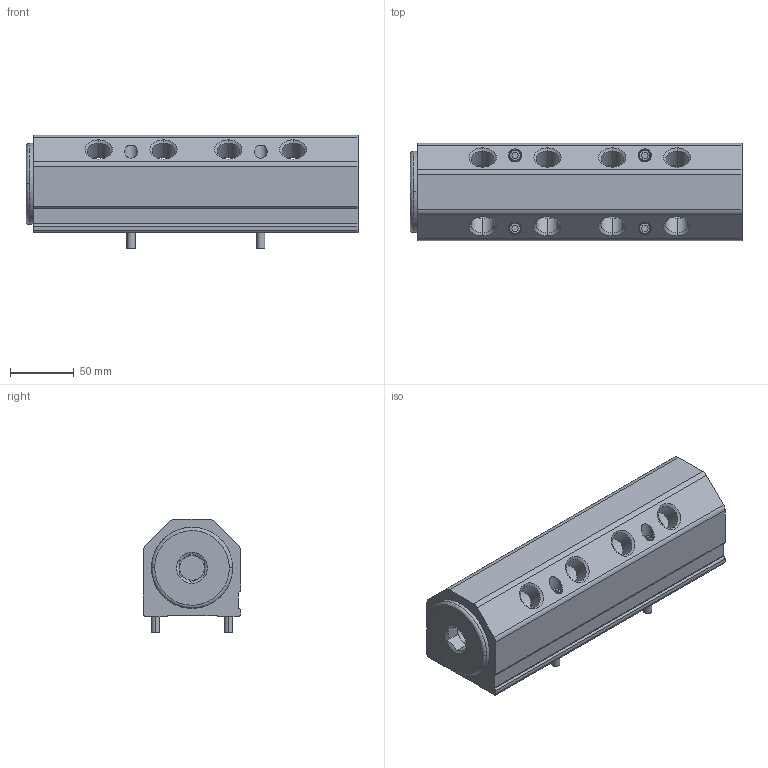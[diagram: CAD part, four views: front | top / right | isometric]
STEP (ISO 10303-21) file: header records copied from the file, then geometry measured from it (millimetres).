
FILE_DESCRIPTION (( 'STEP AP203' ), '1' );
FILE_NAME ('IM6-10-BD-8-1-2-N-B.step', '2024-08-21T11:21:45', ( '' ), ( '' ), 'SwSTEP 2.0', 'SolidWorks 2023', '' );
FILE_SCHEMA (( 'CONFIG_CONTROL_DESIGN' ));
Length unit declared in the file: inch
Products named in the file (1): IM6-10-BD-8-1-2-N-B
Bounding box: 260.1 x 76.2 x 88.9 mm (x, y, z)
Volume: 935987.6 mm3; surface area: 139935.8 mm2
Topology: 6 solids, 6 shells, 210 faces, 490 edges, 310 vertices
Faces by surface type: plane 76, cylinder 74, cone 48, bspline 12
Entity records: 7447 total; most frequent: CARTESIAN_POINT 2485, DIRECTION 1052, ORIENTED_EDGE 980, EDGE_CURVE 490, AXIS2_PLACEMENT_3D 405, VERTEX_POINT 310, EDGE_LOOP 254, LINE 242
